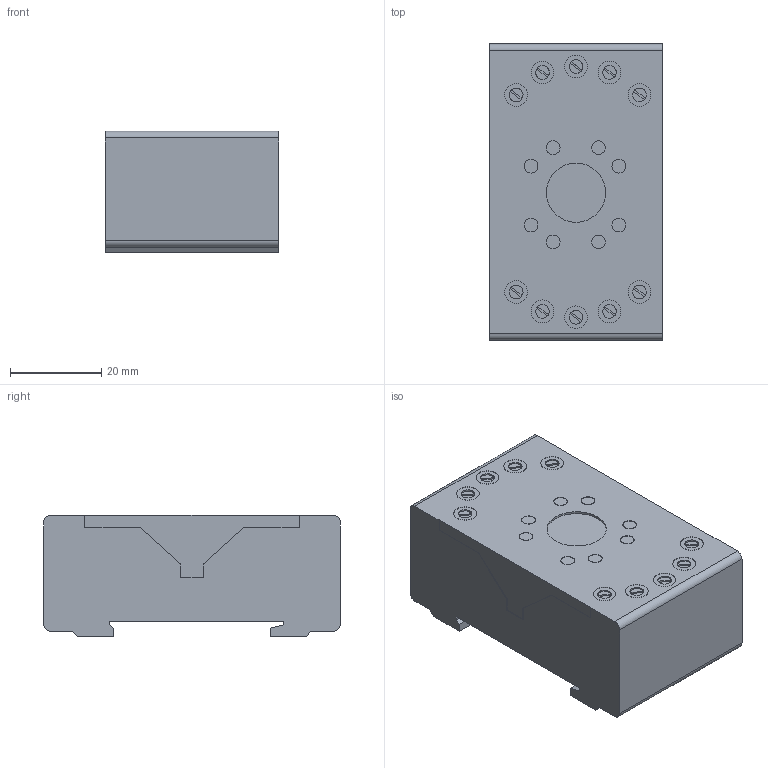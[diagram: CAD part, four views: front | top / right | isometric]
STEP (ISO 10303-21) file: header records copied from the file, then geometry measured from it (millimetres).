
FILE_DESCRIPTION((''),'2;1');
FILE_NAME('3d_31S11.stp','2012-10-03T09:05:32',(''),(''),'Mechanical Desktop 2011','Mechanical Desktop 2011',', , ');
FILE_SCHEMA(('CONFIG_CONTROL_DESIGN'));
Length unit declared in the file: millimetre
Products named in the file (1): Product
Bounding box: 38 x 65 x 26.7 mm (x, y, z)
Volume: 60465.9 mm3; surface area: 10631.2 mm2
Topology: 1 solids, 1 shells, 169 faces, 463 edges, 325 vertices
Faces by surface type: plane 107, cylinder 62
Entity records: 5615 total; most frequent: DIRECTION 1016, CARTESIAN_POINT 957, ORIENTED_EDGE 924, EDGE_CURVE 462, AXIS2_PLACEMENT_3D 383, VERTEX_POINT 324, VECTOR 250, LINE 250
